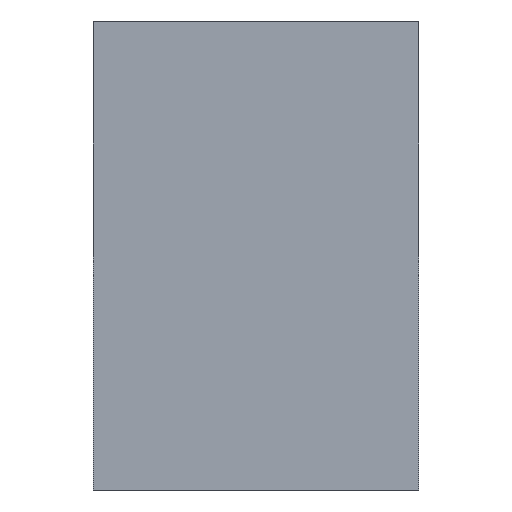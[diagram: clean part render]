
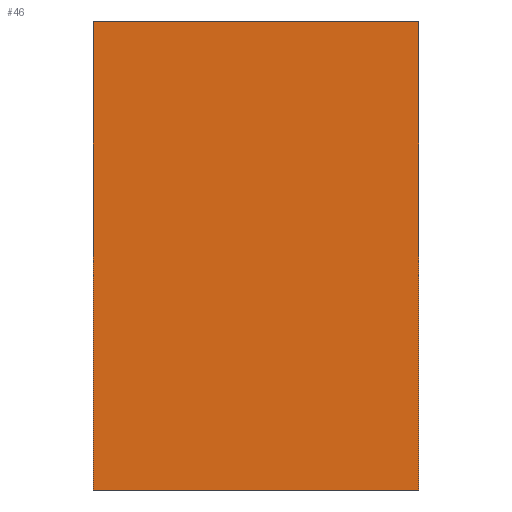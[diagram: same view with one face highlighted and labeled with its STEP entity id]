
A CAD part, left-side view. The second image highlights one B-rep face of the part: STEP entity #46.
In plain terms, the highlighted planar face has unit normal (-1, 0, 0).
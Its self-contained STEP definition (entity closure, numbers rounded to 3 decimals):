
#46 = ADVANCED_FACE( '', ( #92 ), #93, .F. );
#92 = FACE_OUTER_BOUND( '', #129, .T. );
#93 = PLANE( '', #130 );
#129 = EDGE_LOOP( '', ( #189, #190, #191, #192 ) );
#130 = AXIS2_PLACEMENT_3D( '', #193, #194, #195 );
#189 = ORIENTED_EDGE( '', *, *, #216, .T. );
#190 = ORIENTED_EDGE( '', *, *, #211, .F. );
#191 = ORIENTED_EDGE( '', *, *, #200, .F. );
#192 = ORIENTED_EDGE( '', *, *, #218, .T. );
#193 = CARTESIAN_POINT( '', ( -123., 16., 46. ) );
#194 = DIRECTION( '', ( 1., 0., 0. ) );
#195 = DIRECTION( '', ( 0., 0., -1. ) );
#200 = EDGE_CURVE( '', #226, #228, #229, .T. );
#211 = EDGE_CURVE( '', #228, #243, #245, .T. );
#216 = EDGE_CURVE( '', #250, #243, #252, .T. );
#218 = EDGE_CURVE( '', #226, #250, #254, .T. );
#226 = VERTEX_POINT( '', #262 );
#228 = VERTEX_POINT( '', #265 );
#229 = LINE( '', #266, #267 );
#243 = VERTEX_POINT( '', #286 );
#245 = LINE( '', #289, #290 );
#250 = VERTEX_POINT( '', #295 );
#252 = LINE( '', #298, #299 );
#254 = LINE( '', #301, #302 );
#262 = CARTESIAN_POINT( '', ( -123., 16., 46. ) );
#265 = CARTESIAN_POINT( '', ( -123., -16., 46. ) );
#266 = CARTESIAN_POINT( '', ( -123., 16., 46. ) );
#267 = VECTOR( '', #311, 1000. );
#286 = CARTESIAN_POINT( '', ( -123., -16., 0. ) );
#289 = CARTESIAN_POINT( '', ( -123., -16., 46. ) );
#290 = VECTOR( '', #321, 1000. );
#295 = CARTESIAN_POINT( '', ( -123., 16., 0. ) );
#298 = CARTESIAN_POINT( '', ( -123., 16., 0. ) );
#299 = VECTOR( '', #326, 1000. );
#301 = CARTESIAN_POINT( '', ( -123., 16., 46. ) );
#302 = VECTOR( '', #327, 1000. );
#311 = DIRECTION( '', ( 0., -1., 0. ) );
#321 = DIRECTION( '', ( 0., 0., -1. ) );
#326 = DIRECTION( '', ( 0., -1., 0. ) );
#327 = DIRECTION( '', ( 0., 0., -1. ) );
